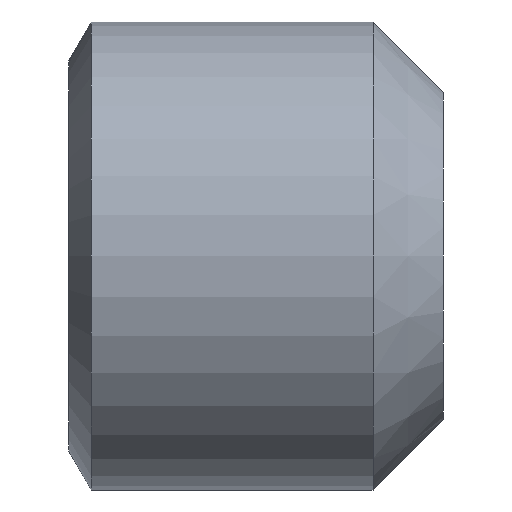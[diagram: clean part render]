
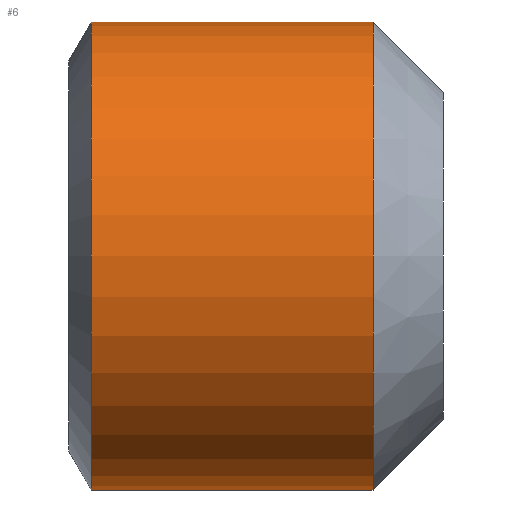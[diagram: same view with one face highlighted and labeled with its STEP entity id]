
A CAD part, front view. The second image highlights one B-rep face of the part: STEP entity #6.
In plain terms, the highlighted cylindrical face has radius 5 mm (diameter 10 mm), a partial arc.
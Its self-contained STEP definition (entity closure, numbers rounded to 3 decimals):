
#6 = ADVANCED_FACE ( 'NONE', ( #251 ), #300, .T. ) ;
#12 = EDGE_LOOP ( 'NONE', ( #200, #472, #209, #266 ) ) ;
#25 = VERTEX_POINT ( 'NONE', #389 ) ;
#55 = AXIS2_PLACEMENT_3D ( 'NONE', #337, #123, #158 ) ;
#63 = LINE ( 'NONE', #404, #237 ) ;
#65 = CARTESIAN_POINT ( 'NONE',  ( -12.7, 0., 0. ) ) ;
#98 = DIRECTION ( 'NONE',  ( -1., 0., 0. ) ) ;
#99 = LINE ( 'NONE', #254, #478 ) ;
#115 = DIRECTION ( 'NONE',  ( 0., 0., 1. ) ) ;
#123 = DIRECTION ( 'NONE',  ( -1., 0., 0. ) ) ;
#135 = EDGE_CURVE ( 'NONE', #474, #227, #63, .T. ) ;
#158 = DIRECTION ( 'NONE',  ( 0., 0., 1. ) ) ;
#190 = CARTESIAN_POINT ( 'NONE',  ( 0.478, 0., 5. ) ) ;
#200 = ORIENTED_EDGE ( 'NONE', *, *, #135, .F. ) ;
#203 = AXIS2_PLACEMENT_3D ( 'NONE', #334, #371, #115 ) ;
#209 = ORIENTED_EDGE ( 'NONE', *, *, #348, .T. ) ;
#227 = VERTEX_POINT ( 'NONE', #365 ) ;
#237 = VECTOR ( 'NONE', #363, 1000. ) ;
#251 = FACE_OUTER_BOUND ( 'NONE', #12, .T. ) ;
#254 = CARTESIAN_POINT ( 'NONE',  ( -12.7, 0., 5. ) ) ;
#266 = ORIENTED_EDGE ( 'NONE', *, *, #324, .F. ) ;
#274 = CIRCLE ( 'NONE', #55, 5. ) ;
#300 = CYLINDRICAL_SURFACE ( 'NONE', #417, 5. ) ;
#324 = EDGE_CURVE ( 'NONE', #227, #457, #361, .T. ) ;
#334 = CARTESIAN_POINT ( 'NONE',  ( 0.478, 0., 0. ) ) ;
#337 = CARTESIAN_POINT ( 'NONE',  ( 6.5, 0., 0. ) ) ;
#348 = EDGE_CURVE ( 'NONE', #25, #457, #99, .T. ) ;
#361 = CIRCLE ( 'NONE', #203, 5. ) ;
#363 = DIRECTION ( 'NONE',  ( -1., 0., 0. ) ) ;
#365 = CARTESIAN_POINT ( 'NONE',  ( 0.478, 0., -5. ) ) ;
#371 = DIRECTION ( 'NONE',  ( -1., 0., 0. ) ) ;
#372 = EDGE_CURVE ( 'NONE', #474, #25, #274, .T. ) ;
#375 = DIRECTION ( 'NONE',  ( -1., 0., 0. ) ) ;
#389 = CARTESIAN_POINT ( 'NONE',  ( 6.5, 0., 5. ) ) ;
#404 = CARTESIAN_POINT ( 'NONE',  ( -12.7, 0., -5. ) ) ;
#417 = AXIS2_PLACEMENT_3D ( 'NONE', #65, #98, #465 ) ;
#453 = CARTESIAN_POINT ( 'NONE',  ( 6.5, 0., -5. ) ) ;
#457 = VERTEX_POINT ( 'NONE', #190 ) ;
#465 = DIRECTION ( 'NONE',  ( 0., 0., 1. ) ) ;
#472 = ORIENTED_EDGE ( 'NONE', *, *, #372, .T. ) ;
#474 = VERTEX_POINT ( 'NONE', #453 ) ;
#478 = VECTOR ( 'NONE', #375, 1000. ) ;
